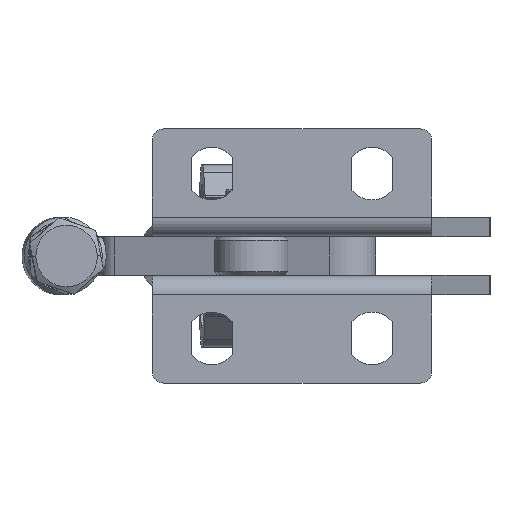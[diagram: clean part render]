
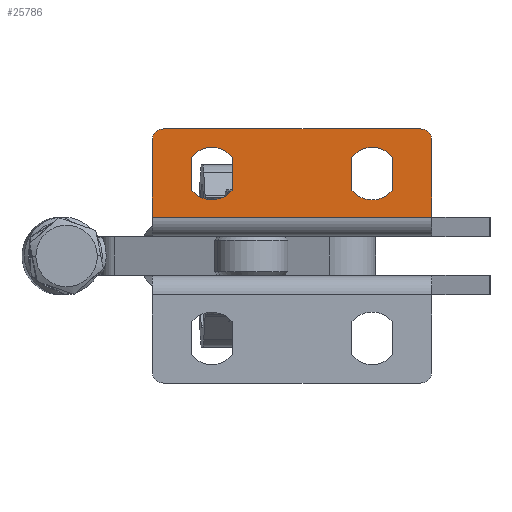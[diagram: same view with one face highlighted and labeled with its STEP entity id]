
A CAD part, front view. The second image highlights one B-rep face of the part: STEP entity #25786.
In plain terms, the highlighted planar face has unit normal (0, -1, 0).
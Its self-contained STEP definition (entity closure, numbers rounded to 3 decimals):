
#349 = ORIENTED_EDGE ( 'NONE', *, *, #30013, .T. ) ;
#729 = EDGE_CURVE ( 'NONE', #30017, #15489, #17583, .T. ) ;
#737 = LINE ( 'NONE', #10728, #13310 ) ;
#915 = EDGE_CURVE ( 'NONE', #14523, #2454, #22986, .T. ) ;
#1007 = DIRECTION ( 'NONE',  ( 0., -1., 0. ) ) ;
#1046 = AXIS2_PLACEMENT_3D ( 'NONE', #4537, #23405, #7254 ) ;
#1066 = DIRECTION ( 'NONE',  ( 0., 1., 0. ) ) ;
#2156 = VECTOR ( 'NONE', #6414, 1000. ) ;
#2454 = VERTEX_POINT ( 'NONE', #24286 ) ;
#2534 = VERTEX_POINT ( 'NONE', #26906 ) ;
#2561 = DIRECTION ( 'NONE',  ( 0., 0., -1. ) ) ;
#2620 = CARTESIAN_POINT ( 'NONE',  ( -271.684, 2532.506, 20. ) ) ;
#2722 = CARTESIAN_POINT ( 'NONE',  ( -281.781, 2532.506, 26.946 ) ) ;
#2731 = DIRECTION ( 'NONE',  ( -1., 0., 0. ) ) ;
#3382 = CARTESIAN_POINT ( 'NONE',  ( -292.281, 2532.506, 35.446 ) ) ;
#3531 = DIRECTION ( 'NONE',  ( 0., 1., 0. ) ) ;
#3999 = DIRECTION ( 'NONE',  ( 0., 1., 0. ) ) ;
#4204 = EDGE_CURVE ( 'NONE', #32046, #14523, #4306, .T. ) ;
#4306 = LINE ( 'NONE', #2722, #18746 ) ;
#4338 = LINE ( 'NONE', #13806, #25036 ) ;
#4537 = CARTESIAN_POINT ( 'NONE',  ( -328.334, 2532.506, 31.188 ) ) ;
#4818 = CARTESIAN_POINT ( 'NONE',  ( -274.684, 2532.506, 39.7 ) ) ;
#5037 = EDGE_CURVE ( 'NONE', #14325, #30017, #32173, .T. ) ;
#5294 = ORIENTED_EDGE ( 'NONE', *, *, #33671, .T. ) ;
#6414 = DIRECTION ( 'NONE',  ( 0., 0., -1. ) ) ;
#6457 = AXIS2_PLACEMENT_3D ( 'NONE', #17215, #1066, #19952 ) ;
#6469 = CARTESIAN_POINT ( 'NONE',  ( -287.031, 2532.506, 31.209 ) ) ;
#6476 = VECTOR ( 'NONE', #15321, 1000. ) ;
#6897 = ORIENTED_EDGE ( 'NONE', *, *, #24141, .T. ) ;
#7051 = ORIENTED_EDGE ( 'NONE', *, *, #5037, .F. ) ;
#7254 = DIRECTION ( 'NONE',  ( 0., 0., 1. ) ) ;
#7300 = CARTESIAN_POINT ( 'NONE',  ( -292.281, 2532.506, 26.946 ) ) ;
#7503 = VERTEX_POINT ( 'NONE', #23614 ) ;
#7530 = DIRECTION ( 'NONE',  ( 0., 0., 1. ) ) ;
#8316 = VERTEX_POINT ( 'NONE', #25252 ) ;
#9688 = DIRECTION ( 'NONE',  ( 0., 1., 0. ) ) ;
#9770 = CIRCLE ( 'NONE', #19806, 3. ) ;
#10394 = CARTESIAN_POINT ( 'NONE',  ( -328.334, 2532.506, 31.213 ) ) ;
#10552 = ORIENTED_EDGE ( 'NONE', *, *, #16831, .F. ) ;
#10728 = CARTESIAN_POINT ( 'NONE',  ( -340.684, 2532.506, 20. ) ) ;
#11324 = AXIS2_PLACEMENT_3D ( 'NONE', #11453, #1007, #19881 ) ;
#11453 = CARTESIAN_POINT ( 'NONE',  ( -340.684, 2532.506, 39.7 ) ) ;
#12394 = CARTESIAN_POINT ( 'NONE',  ( -292.281, 2532.506, 26.946 ) ) ;
#12679 = VERTEX_POINT ( 'NONE', #33146 ) ;
#13090 = DIRECTION ( 'NONE',  ( 0., 0., 1. ) ) ;
#13223 = DIRECTION ( 'NONE',  ( 1., 0., 0. ) ) ;
#13310 = VECTOR ( 'NONE', #2731, 1000. ) ;
#13322 = LINE ( 'NONE', #12394, #34042 ) ;
#13541 = ORIENTED_EDGE ( 'NONE', *, *, #33423, .T. ) ;
#13806 = CARTESIAN_POINT ( 'NONE',  ( -333.584, 2532.506, 26.95 ) ) ;
#13919 = EDGE_LOOP ( 'NONE', ( #6897, #13541, #5294, #349, #16744 ) ) ;
#14325 = VERTEX_POINT ( 'NONE', #28629 ) ;
#14523 = VERTEX_POINT ( 'NONE', #24921 ) ;
#14649 = EDGE_LOOP ( 'NONE', ( #10552, #31415, #28848, #17920, #7051, #17728 ) ) ;
#14695 = ORIENTED_EDGE ( 'NONE', *, *, #30929, .T. ) ;
#14851 = EDGE_CURVE ( 'NONE', #34398, #14325, #737, .T. ) ;
#15321 = DIRECTION ( 'NONE',  ( 0., 0., -1. ) ) ;
#15489 = VERTEX_POINT ( 'NONE', #23793 ) ;
#16565 = LINE ( 'NONE', #25318, #2156 ) ;
#16744 = ORIENTED_EDGE ( 'NONE', *, *, #25514, .T. ) ;
#16831 = EDGE_CURVE ( 'NONE', #20319, #34398, #21735, .T. ) ;
#17020 = AXIS2_PLACEMENT_3D ( 'NONE', #19738, #3531, #22387 ) ;
#17146 = PLANE ( 'NONE',  #11324 ) ;
#17215 = CARTESIAN_POINT ( 'NONE',  ( -287.031, 2532.506, 31.184 ) ) ;
#17399 = VERTEX_POINT ( 'NONE', #31682 ) ;
#17583 = CIRCLE ( 'NONE', #32851, 3. ) ;
#17728 = ORIENTED_EDGE ( 'NONE', *, *, #14851, .F. ) ;
#17747 = VERTEX_POINT ( 'NONE', #7300 ) ;
#17920 = ORIENTED_EDGE ( 'NONE', *, *, #729, .F. ) ;
#18554 = EDGE_CURVE ( 'NONE', #26889, #32046, #32658, .T. ) ;
#18746 = VECTOR ( 'NONE', #2561, 1000. ) ;
#19017 = DIRECTION ( 'NONE',  ( 0., 0., 1. ) ) ;
#19074 = ORIENTED_EDGE ( 'NONE', *, *, #24599, .T. ) ;
#19328 = AXIS2_PLACEMENT_3D ( 'NONE', #10394, #29314, #13090 ) ;
#19372 = DIRECTION ( 'NONE',  ( 0., 1., 0. ) ) ;
#19485 = CARTESIAN_POINT ( 'NONE',  ( -340.684, 2532.506, 39.7 ) ) ;
#19561 = AXIS2_PLACEMENT_3D ( 'NONE', #6469, #9688, #31306 ) ;
#19738 = CARTESIAN_POINT ( 'NONE',  ( -287.031, 2532.506, 31.209 ) ) ;
#19806 = AXIS2_PLACEMENT_3D ( 'NONE', #4818, #23704, #7530 ) ;
#19881 = DIRECTION ( 'NONE',  ( 0., 0., 1. ) ) ;
#19952 = DIRECTION ( 'NONE',  ( 0., 0., 1. ) ) ;
#20201 = ORIENTED_EDGE ( 'NONE', *, *, #915, .T. ) ;
#20206 = CARTESIAN_POINT ( 'NONE',  ( -328.334, 2532.506, 31.213 ) ) ;
#20319 = VERTEX_POINT ( 'NONE', #25700 ) ;
#20977 = EDGE_CURVE ( 'NONE', #15489, #2534, #29349, .T. ) ;
#21735 = LINE ( 'NONE', #34203, #6476 ) ;
#22034 = CIRCLE ( 'NONE', #19328, 6.762 ) ;
#22152 = VECTOR ( 'NONE', #13223, 1000. ) ;
#22254 = CIRCLE ( 'NONE', #23288, 6.762 ) ;
#22387 = DIRECTION ( 'NONE',  ( 0., 0., 1. ) ) ;
#22864 = DIRECTION ( 'NONE',  ( 0., 0., 1. ) ) ;
#22867 = DIRECTION ( 'NONE',  ( 0., 0., 1. ) ) ;
#22986 = CIRCLE ( 'NONE', #19561, 6.762 ) ;
#23288 = AXIS2_PLACEMENT_3D ( 'NONE', #20206, #3999, #22867 ) ;
#23405 = DIRECTION ( 'NONE',  ( 0., 1., 0. ) ) ;
#23515 = EDGE_LOOP ( 'NONE', ( #25264, #20201, #19074, #14695, #23695 ) ) ;
#23614 = CARTESIAN_POINT ( 'NONE',  ( -328.334, 2532.506, 24.45 ) ) ;
#23695 = ORIENTED_EDGE ( 'NONE', *, *, #18554, .T. ) ;
#23704 = DIRECTION ( 'NONE',  ( 0., 1., 0. ) ) ;
#23793 = CARTESIAN_POINT ( 'NONE',  ( -340.684, 2532.506, 42.7 ) ) ;
#23963 = CARTESIAN_POINT ( 'NONE',  ( -340.684, 2532.506, 42.7 ) ) ;
#24099 = FACE_BOUND ( 'NONE', #23515, .T. ) ;
#24141 = EDGE_CURVE ( 'NONE', #12679, #24978, #4338, .T. ) ;
#24286 = CARTESIAN_POINT ( 'NONE',  ( -287.031, 2532.506, 24.446 ) ) ;
#24593 = CIRCLE ( 'NONE', #17020, 6.762 ) ;
#24599 = EDGE_CURVE ( 'NONE', #2454, #17747, #24593, .T. ) ;
#24921 = CARTESIAN_POINT ( 'NONE',  ( -281.781, 2532.506, 26.946 ) ) ;
#24970 = VECTOR ( 'NONE', #22864, 1000. ) ;
#24978 = VERTEX_POINT ( 'NONE', #31821 ) ;
#25036 = VECTOR ( 'NONE', #32733, 1000. ) ;
#25252 = CARTESIAN_POINT ( 'NONE',  ( -323.084, 2532.506, 26.95 ) ) ;
#25264 = ORIENTED_EDGE ( 'NONE', *, *, #4204, .T. ) ;
#25318 = CARTESIAN_POINT ( 'NONE',  ( -323.084, 2532.506, 26.95 ) ) ;
#25514 = EDGE_CURVE ( 'NONE', #7503, #12679, #22034, .T. ) ;
#25700 = CARTESIAN_POINT ( 'NONE',  ( -271.684, 2532.506, 39.7 ) ) ;
#25786 = ADVANCED_FACE ( 'NONE', ( #30494, #25821, #24099 ), #17146, .T. ) ;
#25821 = FACE_BOUND ( 'NONE', #13919, .T. ) ;
#26889 = VERTEX_POINT ( 'NONE', #3382 ) ;
#26906 = CARTESIAN_POINT ( 'NONE',  ( -274.684, 2532.506, 42.7 ) ) ;
#28618 = DIRECTION ( 'NONE',  ( 0., 0., 1. ) ) ;
#28629 = CARTESIAN_POINT ( 'NONE',  ( -343.684, 2532.506, 20. ) ) ;
#28809 = CIRCLE ( 'NONE', #1046, 6.762 ) ;
#28848 = ORIENTED_EDGE ( 'NONE', *, *, #20977, .F. ) ;
#29314 = DIRECTION ( 'NONE',  ( 0., 1., 0. ) ) ;
#29349 = LINE ( 'NONE', #23963, #22152 ) ;
#29478 = CARTESIAN_POINT ( 'NONE',  ( -343.684, 2532.506, 20. ) ) ;
#30013 = EDGE_CURVE ( 'NONE', #8316, #7503, #22254, .T. ) ;
#30017 = VERTEX_POINT ( 'NONE', #33659 ) ;
#30494 = FACE_OUTER_BOUND ( 'NONE', #14649, .T. ) ;
#30929 = EDGE_CURVE ( 'NONE', #17747, #26889, #13322, .T. ) ;
#31306 = DIRECTION ( 'NONE',  ( 0., 0., 1. ) ) ;
#31415 = ORIENTED_EDGE ( 'NONE', *, *, #33252, .F. ) ;
#31682 = CARTESIAN_POINT ( 'NONE',  ( -323.084, 2532.506, 35.45 ) ) ;
#31821 = CARTESIAN_POINT ( 'NONE',  ( -333.584, 2532.506, 35.45 ) ) ;
#32046 = VERTEX_POINT ( 'NONE', #34322 ) ;
#32173 = LINE ( 'NONE', #29478, #24970 ) ;
#32658 = CIRCLE ( 'NONE', #6457, 6.762 ) ;
#32733 = DIRECTION ( 'NONE',  ( 0., 0., 1. ) ) ;
#32851 = AXIS2_PLACEMENT_3D ( 'NONE', #19485, #19372, #19017 ) ;
#33146 = CARTESIAN_POINT ( 'NONE',  ( -333.584, 2532.506, 26.95 ) ) ;
#33252 = EDGE_CURVE ( 'NONE', #2534, #20319, #9770, .T. ) ;
#33423 = EDGE_CURVE ( 'NONE', #24978, #17399, #28809, .T. ) ;
#33659 = CARTESIAN_POINT ( 'NONE',  ( -343.684, 2532.506, 39.7 ) ) ;
#33671 = EDGE_CURVE ( 'NONE', #17399, #8316, #16565, .T. ) ;
#34042 = VECTOR ( 'NONE', #28618, 1000. ) ;
#34203 = CARTESIAN_POINT ( 'NONE',  ( -271.684, 2532.506, 39.7 ) ) ;
#34322 = CARTESIAN_POINT ( 'NONE',  ( -281.781, 2532.506, 35.446 ) ) ;
#34398 = VERTEX_POINT ( 'NONE', #2620 ) ;
